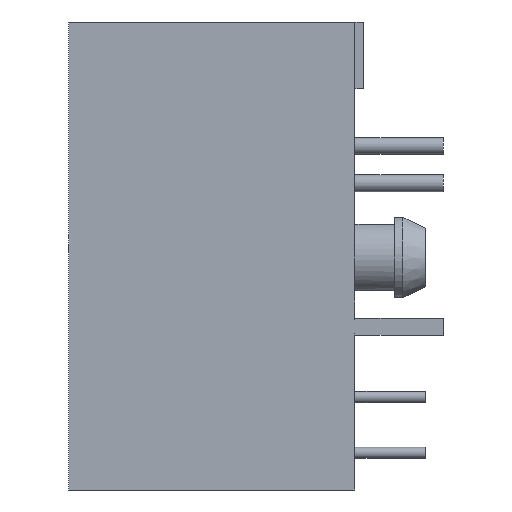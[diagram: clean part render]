
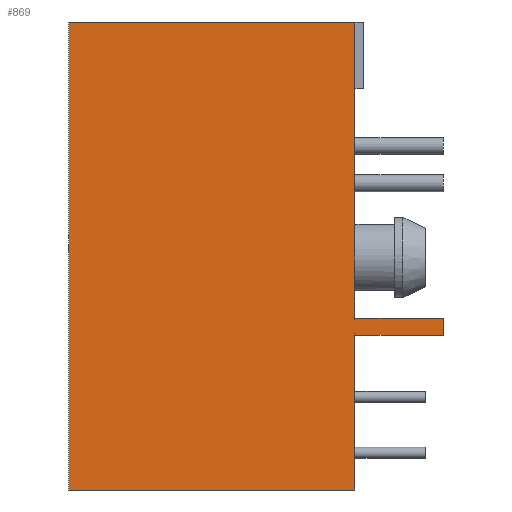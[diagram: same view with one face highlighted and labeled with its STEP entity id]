
A CAD part, left-side view. The second image highlights one B-rep face of the part: STEP entity #869.
In plain terms, the highlighted planar face has unit normal (-1, 0, 0).
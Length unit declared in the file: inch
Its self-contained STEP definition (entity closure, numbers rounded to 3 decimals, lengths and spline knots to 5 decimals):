
#154 = EDGE_CURVE ( 'NONE', #218, #211, #2207, .T. ) ;
#210 = VERTEX_POINT ( 'NONE', #2396 ) ;
#211 = VERTEX_POINT ( 'NONE', #2395 ) ;
#218 = VERTEX_POINT ( 'NONE', #2490 ) ;
#288 = VERTEX_POINT ( 'NONE', #2613 ) ;
#339 = EDGE_CURVE ( 'NONE', #361, #210, #2753, .T. ) ;
#361 = VERTEX_POINT ( 'NONE', #2791 ) ;
#437 = VERTEX_POINT ( 'NONE', #2972 ) ;
#643 = EDGE_CURVE ( 'NONE', #437, #288, #3502, .T. ) ;
#842 = VERTEX_POINT ( 'NONE', #3883 ) ;
#869 = ADVANCED_FACE ( 'NONE', ( #4034 ), #3976, .F. ) ;
#870 = EDGE_LOOP ( 'NONE', ( #1137, #1138, #1139, #995, #998, #959, #960, #962, #963, #964 ) ) ;
#916 = EDGE_CURVE ( 'NONE', #211, #917, #4049, .T. ) ;
#917 = VERTEX_POINT ( 'NONE', #4023 ) ;
#952 = EDGE_CURVE ( 'NONE', #917, #842, #4228, .T. ) ;
#959 = ORIENTED_EDGE ( 'NONE', *, *, #339, .F. ) ;
#960 = ORIENTED_EDGE ( 'NONE', *, *, #961, .F. ) ;
#961 = EDGE_CURVE ( 'NONE', #288, #361, #4191, .T. ) ;
#962 = ORIENTED_EDGE ( 'NONE', *, *, #643, .F. ) ;
#963 = ORIENTED_EDGE ( 'NONE', *, *, #970, .F. ) ;
#964 = ORIENTED_EDGE ( 'NONE', *, *, #952, .F. ) ;
#970 = EDGE_CURVE ( 'NONE', #842, #437, #4311, .T. ) ;
#994 = VERTEX_POINT ( 'NONE', #4253 ) ;
#995 = ORIENTED_EDGE ( 'NONE', *, *, #996, .F. ) ;
#996 = EDGE_CURVE ( 'NONE', #997, #994, #4252, .T. ) ;
#997 = VERTEX_POINT ( 'NONE', #4348 ) ;
#998 = ORIENTED_EDGE ( 'NONE', *, *, #999, .T. ) ;
#999 = EDGE_CURVE ( 'NONE', #997, #210, #4347, .T. ) ;
#1137 = ORIENTED_EDGE ( 'NONE', *, *, #916, .F. ) ;
#1138 = ORIENTED_EDGE ( 'NONE', *, *, #154, .F. ) ;
#1139 = ORIENTED_EDGE ( 'NONE', *, *, #1140, .F. ) ;
#1140 = EDGE_CURVE ( 'NONE', #994, #218, #4566, .T. ) ;
#2204 = DIRECTION ( 'NONE',  ( 0., 0., -1. ) ) ;
#2205 = VECTOR ( 'NONE', #2204, 39.37008 ) ;
#2206 = CARTESIAN_POINT ( 'NONE',  ( -0.28543, 0., 0. ) ) ;
#2207 = LINE ( 'NONE', #2206, #2205 ) ;
#2395 = CARTESIAN_POINT ( 'NONE',  ( -0.28543, 0., 0. ) ) ;
#2396 = CARTESIAN_POINT ( 'NONE',  ( -0.28543, 0., 0.30771 ) ) ;
#2490 = CARTESIAN_POINT ( 'NONE',  ( -0.28543, 0., 0.27746 ) ) ;
#2613 = CARTESIAN_POINT ( 'NONE',  ( -0.28543, 0., 0.43252 ) ) ;
#2750 = DIRECTION ( 'NONE',  ( 0., 0., -1. ) ) ;
#2751 = VECTOR ( 'NONE', #2750, 39.37008 ) ;
#2752 = CARTESIAN_POINT ( 'NONE',  ( -0.28543, 0., 0. ) ) ;
#2753 = LINE ( 'NONE', #2752, #2751 ) ;
#2791 = CARTESIAN_POINT ( 'NONE',  ( -0.28543, 0., 0.40064 ) ) ;
#2972 = CARTESIAN_POINT ( 'NONE',  ( -0.28543, 0., 0.83858 ) ) ;
#3499 = DIRECTION ( 'NONE',  ( 0., 0., -1. ) ) ;
#3500 = VECTOR ( 'NONE', #3499, 39.37008 ) ;
#3501 = CARTESIAN_POINT ( 'NONE',  ( -0.28543, 0., 0. ) ) ;
#3502 = LINE ( 'NONE', #3501, #3500 ) ;
#3883 = CARTESIAN_POINT ( 'NONE',  ( -0.28543, 0.5126, 0.83858 ) ) ;
#3972 = DIRECTION ( 'NONE',  ( 0., 0., -1. ) ) ;
#3973 = DIRECTION ( 'NONE',  ( 1., 0., 0. ) ) ;
#3974 = CARTESIAN_POINT ( 'NONE',  ( -0.28543, 0., 0. ) ) ;
#3975 = AXIS2_PLACEMENT_3D ( 'NONE', #3974, #3973, #3972 ) ;
#3976 = PLANE ( 'NONE',  #3975 ) ;
#4023 = CARTESIAN_POINT ( 'NONE',  ( -0.28543, 0.5126, 0. ) ) ;
#4034 = FACE_OUTER_BOUND ( 'NONE', #870, .T. ) ;
#4046 = DIRECTION ( 'NONE',  ( 0., 1., 0. ) ) ;
#4047 = VECTOR ( 'NONE', #4046, 39.37008 ) ;
#4048 = CARTESIAN_POINT ( 'NONE',  ( -0.28543, 0., 0. ) ) ;
#4049 = LINE ( 'NONE', #4048, #4047 ) ;
#4188 = DIRECTION ( 'NONE',  ( 0., 0., -1. ) ) ;
#4189 = VECTOR ( 'NONE', #4188, 39.37008 ) ;
#4190 = CARTESIAN_POINT ( 'NONE',  ( -0.28543, 0., 0. ) ) ;
#4191 = LINE ( 'NONE', #4190, #4189 ) ;
#4225 = DIRECTION ( 'NONE',  ( 0., 0., 1. ) ) ;
#4226 = VECTOR ( 'NONE', #4225, 39.37008 ) ;
#4227 = CARTESIAN_POINT ( 'NONE',  ( -0.28543, 0.5126, 0. ) ) ;
#4228 = LINE ( 'NONE', #4227, #4226 ) ;
#4249 = DIRECTION ( 'NONE',  ( 0., 0., -1. ) ) ;
#4250 = VECTOR ( 'NONE', #4249, 39.37008 ) ;
#4251 = CARTESIAN_POINT ( 'NONE',  ( -0.28543, -0.158, 0.27746 ) ) ;
#4252 = LINE ( 'NONE', #4251, #4250 ) ;
#4253 = CARTESIAN_POINT ( 'NONE',  ( -0.28543, -0.158, 0.27746 ) ) ;
#4308 = DIRECTION ( 'NONE',  ( 0., -1., 0. ) ) ;
#4309 = VECTOR ( 'NONE', #4308, 39.37008 ) ;
#4310 = CARTESIAN_POINT ( 'NONE',  ( -0.28543, 0., 0.83858 ) ) ;
#4311 = LINE ( 'NONE', #4310, #4309 ) ;
#4344 = DIRECTION ( 'NONE',  ( 0., 1., 0. ) ) ;
#4345 = VECTOR ( 'NONE', #4344, 39.37008 ) ;
#4346 = CARTESIAN_POINT ( 'NONE',  ( -0.28543, -0.158, 0.30771 ) ) ;
#4347 = LINE ( 'NONE', #4346, #4345 ) ;
#4348 = CARTESIAN_POINT ( 'NONE',  ( -0.28543, -0.158, 0.30771 ) ) ;
#4563 = DIRECTION ( 'NONE',  ( 0., 1., 0. ) ) ;
#4564 = VECTOR ( 'NONE', #4563, 39.37008 ) ;
#4565 = CARTESIAN_POINT ( 'NONE',  ( -0.28543, -0.158, 0.27746 ) ) ;
#4566 = LINE ( 'NONE', #4565, #4564 ) ;
